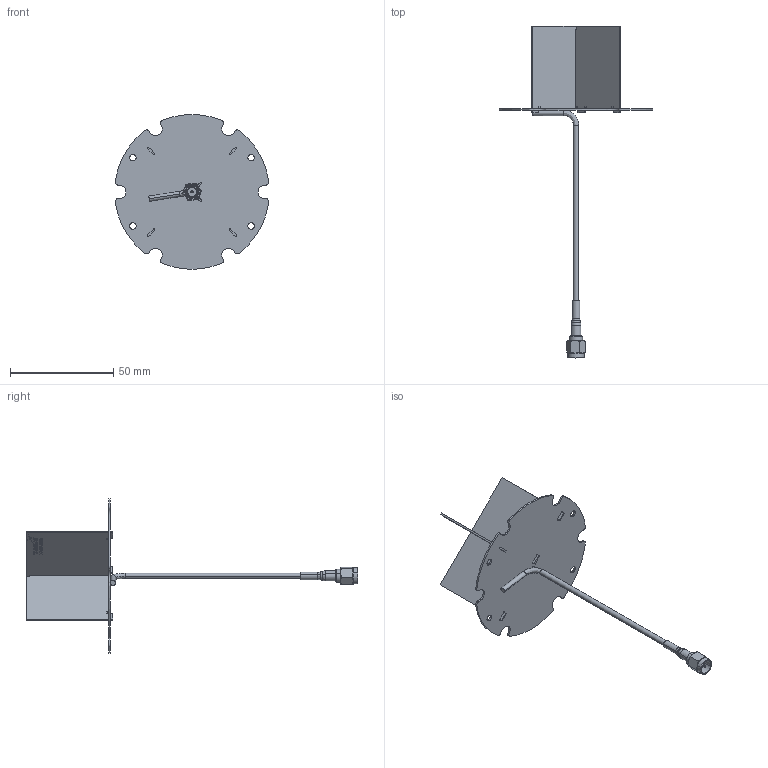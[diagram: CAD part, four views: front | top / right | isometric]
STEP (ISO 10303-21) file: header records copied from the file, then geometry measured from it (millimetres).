
FILE_DESCRIPTION (( 'STEP AP214' ), '1' );
FILE_NAME ('EAHP.50.01.0100D_Web.STEP', '2022-03-15T10:19:47', ( '' ), ( '' ), 'SwSTEP 2.0', 'SolidWorks 2018', '' );
FILE_SCHEMA (( 'AUTOMOTIVE_DESIGN' ));
Length unit declared in the file: millimetre
Products named in the file (1): EAHP.50.01.0100D_Web
Bounding box: 74.37 x 160.81 x 74.89 mm (x, y, z)
Surface area: 20081.3 mm2 (no closed solid volume)
Topology: 0 solids, 90 shells, 243 faces, 1960 edges, 1801 vertices
Faces by surface type: plane 143, cylinder 65, bspline 23, cone 10, torus 2
Entity records: 27490 total; most frequent: CARTESIAN_POINT 12254, ORIENTED_EDGE 2317, EDGE_CURVE 1960, DIRECTION 1804, VERTEX_POINT 1801, VECTOR 1006, LINE 1006, B_SPLINE_CURVE_WITH_KNOTS 776
